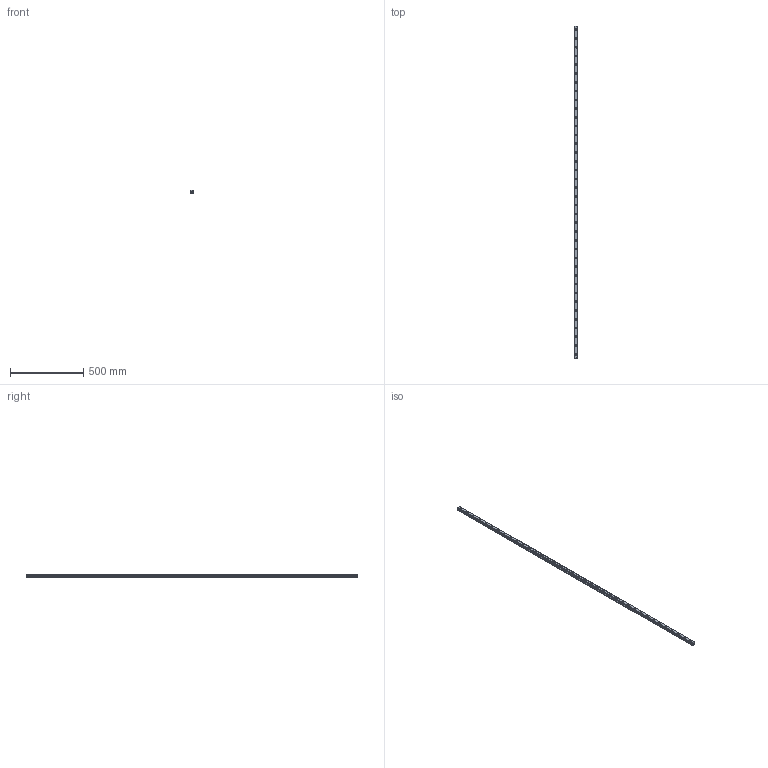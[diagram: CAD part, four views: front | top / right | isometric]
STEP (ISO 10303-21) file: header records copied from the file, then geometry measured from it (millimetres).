
FILE_DESCRIPTION(('STEP AP214'),'1');
FILE_NAME('cctmp_74C76B01-5337-4C20-B009-49795F0DA3CA_2020_6_9_13_14_40_876..stp','2020-06-09T11:14:41',('HIWIN GmbH'),('CADClick - www.CADClick.com'),'Spatial InterOp 3D',' ','unknown authorization');
FILE_SCHEMA(('AUTOMOTIVE_DESIGN'));
Length unit declared in the file: millimetre
Products named in the file (1): HGR25R2270H_FILE
Bounding box: 23 x 2270 x 22 mm (x, y, z)
Volume: 943511 mm3; surface area: 233500.6 mm2
Topology: 1 solids, 1 shells, 567 faces, 1455 edges, 970 vertices
Faces by surface type: plane 317, cylinder 250
Entity records: 22193 total; most frequent: DIRECTION 3395, CARTESIAN_POINT 2993, ORIENTED_EDGE 2910, EDGE_CURVE 1455, AXIS2_PLACEMENT_3D 1372, VERTEX_POINT 970, CIRCLE 652, LINE 651
